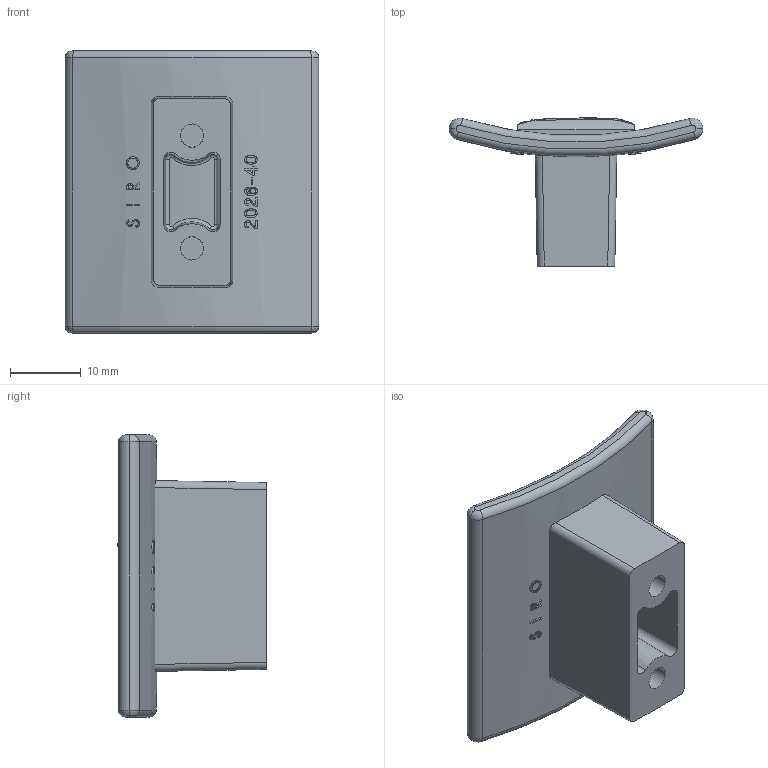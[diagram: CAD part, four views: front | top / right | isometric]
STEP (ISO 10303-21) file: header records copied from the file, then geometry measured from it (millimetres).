
FILE_DESCRIPTION(('Creo Elements/Direct Modeling STEP Export'),'2;1');
FILE_NAME('2026-40.stp','2024-09-24T 8:49:42',(''),(''),'Creo Elements/Direct Modeling STEP processor for AP214 (Solid Model)','Creo Elements/Direct Modeling 20.0 12-Nov-2016 (C) Parametric Technology GmbH','');
FILE_SCHEMA(('AUTOMOTIVE_DESIGN { 1 0 10303 214 1 1 1 1 }'));
Length unit declared in the file: millimetre
Products named in the file (1): Griff
Bounding box: 36 x 21.05 x 40 mm (x, y, z)
Volume: 8127 mm3; surface area: 5332.5 mm2
Topology: 1 solids, 1 shells, 473 faces, 1321 edges, 874 vertices
Faces by surface type: plane 349, cylinder 98, torus 12, bspline 8, cone 6
Entity records: 22636 total; most frequent: CARTESIAN_POINT 10034, DIRECTION 2729, ORIENTED_EDGE 2642, EDGE_CURVE 1321, AXIS2_PLACEMENT_3D 1118, VERTEX_POINT 874, ELLIPSE 527, EDGE_LOOP 497
